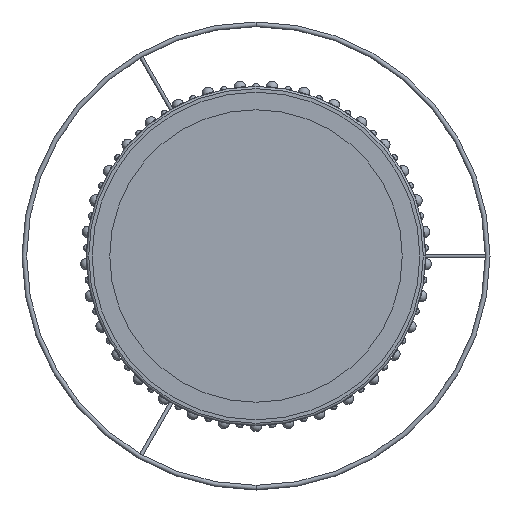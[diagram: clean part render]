
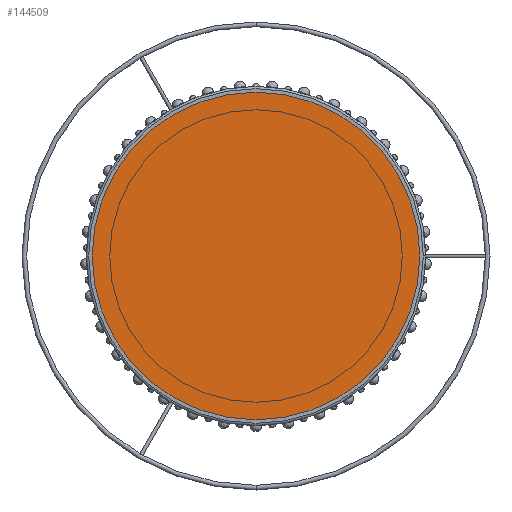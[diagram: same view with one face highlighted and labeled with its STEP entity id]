
A CAD part, front view. The second image highlights one B-rep face of the part: STEP entity #144509.
In plain terms, the highlighted planar face has unit normal (0, -1, 0).
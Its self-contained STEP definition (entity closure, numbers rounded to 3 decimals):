
#742 = EDGE_LOOP ( 'NONE', ( #88042, #35630 ) ) ;
#15620 = VERTEX_POINT ( 'NONE', #103329 ) ;
#18490 = CARTESIAN_POINT ( 'NONE',  ( 0., 0., -140. ) ) ;
#22739 = DIRECTION ( 'NONE',  ( 0., 0., 1. ) ) ;
#23878 = CARTESIAN_POINT ( 'NONE',  ( 0., 0., 0. ) ) ;
#35187 = DIRECTION ( 'NONE',  ( 0., 0., 1. ) ) ;
#35630 = ORIENTED_EDGE ( 'NONE', *, *, #149567, .F. ) ;
#47734 = AXIS2_PLACEMENT_3D ( 'NONE', #154536, #119909, #144841 ) ;
#70799 = CIRCLE ( 'NONE', #47734, 140. ) ;
#74964 = VERTEX_POINT ( 'NONE', #18490 ) ;
#78153 = CIRCLE ( 'NONE', #80673, 140. ) ;
#80673 = AXIS2_PLACEMENT_3D ( 'NONE', #120845, #83874, #22739 ) ;
#83874 = DIRECTION ( 'NONE',  ( 0., 1., 0. ) ) ;
#85806 = PLANE ( 'NONE',  #125600 ) ;
#86598 = FACE_OUTER_BOUND ( 'NONE', #742, .T. ) ;
#88042 = ORIENTED_EDGE ( 'NONE', *, *, #93778, .F. ) ;
#93778 = EDGE_CURVE ( 'NONE', #74964, #15620, #78153, .T. ) ;
#103329 = CARTESIAN_POINT ( 'NONE',  ( 0., 0., 140. ) ) ;
#119909 = DIRECTION ( 'NONE',  ( 0., 1., 0. ) ) ;
#120845 = CARTESIAN_POINT ( 'NONE',  ( 0., 0., 0. ) ) ;
#125600 = AXIS2_PLACEMENT_3D ( 'NONE', #23878, #145329, #35187 ) ;
#144509 = ADVANCED_FACE ( 'NONE', ( #86598 ), #85806, .F. ) ;
#144841 = DIRECTION ( 'NONE',  ( 0., 0., 1. ) ) ;
#145329 = DIRECTION ( 'NONE',  ( 0., 1., 0. ) ) ;
#149567 = EDGE_CURVE ( 'NONE', #15620, #74964, #70799, .T. ) ;
#154536 = CARTESIAN_POINT ( 'NONE',  ( 0., 0., 0. ) ) ;
